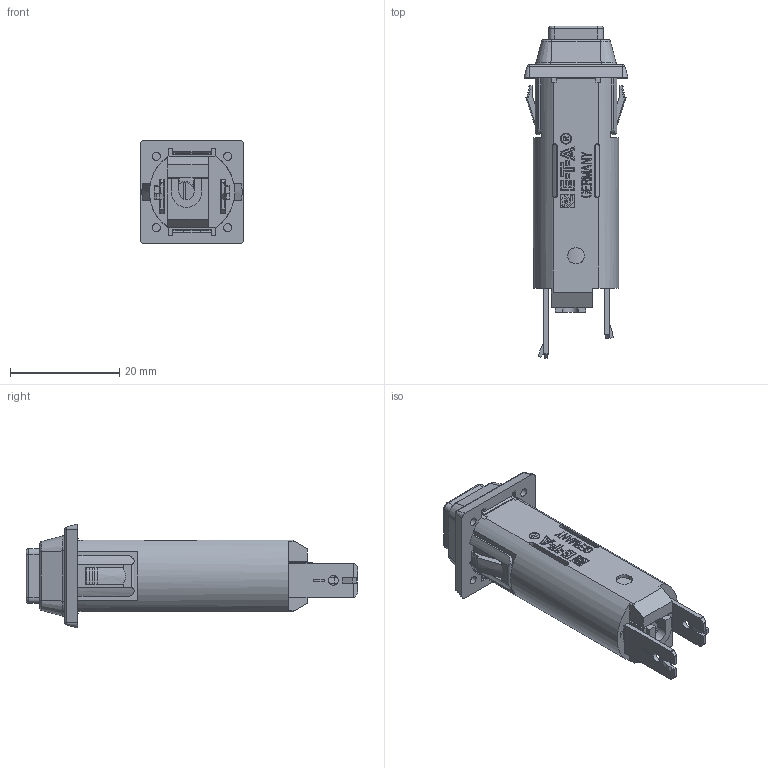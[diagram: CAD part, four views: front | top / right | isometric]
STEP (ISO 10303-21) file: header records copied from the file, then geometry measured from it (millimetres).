
FILE_DESCRIPTION((''),'2;1');
FILE_NAME('DUMMY-1110-F212-P1M1','2024-02-15T14:34:02',('wschmidt'),(''),'CREO PARAMETRIC BY PTC INC, 2022484','CREO PARAMETRIC BY PTC INC, 2022484','');
FILE_SCHEMA(('AUTOMOTIVE_DESIGN { 1 0 10303 214 1 1 1 1 }'));
Length unit declared in the file: millimetre
Products named in the file (1): DUMMY-1110-F212-P1M1
Bounding box: 19.02 x 60.75 x 19.02 mm (x, y, z)
Volume: 8373.1 mm3; surface area: 6567.2 mm2
Topology: 2 solids, 6 shells, 1068 faces, 3046 edges, 2013 vertices
Faces by surface type: plane 864, cylinder 144, cone 38, bspline 14, torus 6, sphere 2
Entity records: 37082 total; most frequent: CARTESIAN_POINT 8665, ORIENTED_EDGE 6088, DIRECTION 5327, EDGE_CURVE 3044, VECTOR 2419, LINE 2419, VERTEX_POINT 2013, AXIS2_PLACEMENT_3D 1454
